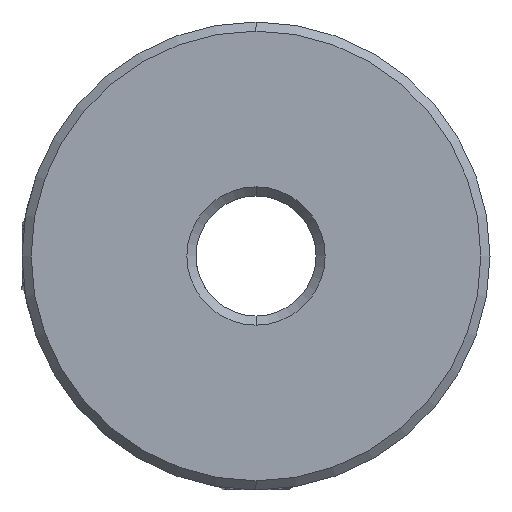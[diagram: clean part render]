
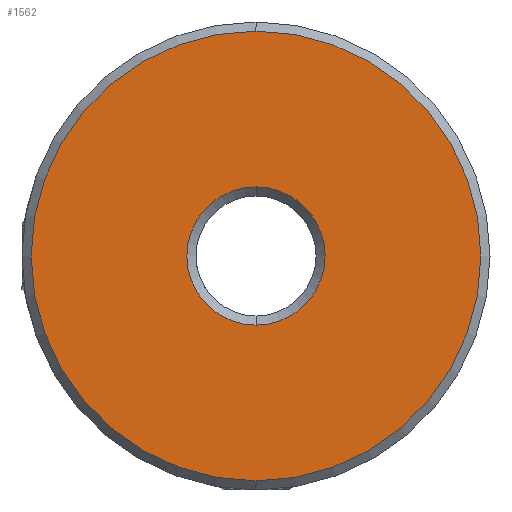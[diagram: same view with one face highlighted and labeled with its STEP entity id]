
A CAD part, left-side view. The second image highlights one B-rep face of the part: STEP entity #1562.
In plain terms, the highlighted planar face has unit normal (-1, 0, 0).
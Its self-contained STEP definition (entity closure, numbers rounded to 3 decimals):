
#101 = AXIS2_PLACEMENT_3D ( 'NONE', #3214, #3215, #3216 ) ;
#103 = AXIS2_PLACEMENT_3D ( 'NONE', #3217, #3218, #3219 ) ;
#125 = AXIS2_PLACEMENT_3D ( 'NONE', #819, #828, #829 ) ;
#130 = AXIS2_PLACEMENT_3D ( 'NONE', #884, #885, #886 ) ;
#290 = CIRCLE ( 'NONE', #101, 9.369 ) ;
#292 = CIRCLE ( 'NONE', #103, 2.881 ) ;
#410 = CIRCLE ( 'NONE', #125, 2.881 ) ;
#431 = CIRCLE ( 'NONE', #130, 9.369 ) ;
#819 = CARTESIAN_POINT ( 'NONE',  ( -12.25, 0., 0. ) ) ;
#828 = DIRECTION ( 'NONE',  ( 1., 0., 0. ) ) ;
#829 = DIRECTION ( 'NONE',  ( 0., 0., -1. ) ) ;
#884 = CARTESIAN_POINT ( 'NONE',  ( -12.25, 0., 0. ) ) ;
#885 = DIRECTION ( 'NONE',  ( -1., 0., 0. ) ) ;
#886 = DIRECTION ( 'NONE',  ( 0., 0., -1. ) ) ;
#1025 = DIRECTION ( 'NONE',  ( 0., 0., -1. ) ) ;
#1177 = VERTEX_POINT ( 'NONE', #1313 ) ;
#1178 = VERTEX_POINT ( 'NONE', #1314 ) ;
#1179 = VERTEX_POINT ( 'NONE', #1315 ) ;
#1180 = VERTEX_POINT ( 'NONE', #1316 ) ;
#1313 = CARTESIAN_POINT ( 'NONE',  ( -12.25, 0., -2.881 ) ) ;
#1314 = CARTESIAN_POINT ( 'NONE',  ( -12.25, 0., 2.881 ) ) ;
#1315 = CARTESIAN_POINT ( 'NONE',  ( -12.25, 0., 9.369 ) ) ;
#1316 = CARTESIAN_POINT ( 'NONE',  ( -12.25, 0., -9.369 ) ) ;
#1530 = PLANE ( 'NONE',  #1876 ) ;
#1536 = CARTESIAN_POINT ( 'NONE',  ( -12.25, 0., 0. ) ) ;
#1544 = DIRECTION ( 'NONE',  ( 1., 0., 0. ) ) ;
#1562 = ADVANCED_FACE ( 'NONE', ( #2495, #2485 ), #1530, .F. ) ;
#1736 = EDGE_CURVE ( 'NONE', #1180, #1179, #290, .T. ) ;
#1737 = EDGE_CURVE ( 'NONE', #1177, #1178, #292, .T. ) ;
#1828 = EDGE_CURVE ( 'NONE', #1178, #1177, #410, .T. ) ;
#1842 = EDGE_CURVE ( 'NONE', #1179, #1180, #431, .T. ) ;
#1876 = AXIS2_PLACEMENT_3D ( 'NONE', #1536, #1544, #1025 ) ;
#1943 = EDGE_LOOP ( 'NONE', ( #2132, #2133 ) ) ;
#1958 = EDGE_LOOP ( 'NONE', ( #2134, #2135 ) ) ;
#2132 = ORIENTED_EDGE ( 'NONE', *, *, #1736, .T. ) ;
#2133 = ORIENTED_EDGE ( 'NONE', *, *, #1842, .T. ) ;
#2134 = ORIENTED_EDGE ( 'NONE', *, *, #1828, .T. ) ;
#2135 = ORIENTED_EDGE ( 'NONE', *, *, #1737, .T. ) ;
#2485 = FACE_BOUND ( 'NONE', #1958, .T. ) ;
#2495 = FACE_OUTER_BOUND ( 'NONE', #1943, .T. ) ;
#3214 = CARTESIAN_POINT ( 'NONE',  ( -12.25, 0., 0. ) ) ;
#3215 = DIRECTION ( 'NONE',  ( -1., 0., 0. ) ) ;
#3216 = DIRECTION ( 'NONE',  ( 0., 0., -1. ) ) ;
#3217 = CARTESIAN_POINT ( 'NONE',  ( -12.25, 0., 0. ) ) ;
#3218 = DIRECTION ( 'NONE',  ( 1., 0., 0. ) ) ;
#3219 = DIRECTION ( 'NONE',  ( 0., 0., -1. ) ) ;
